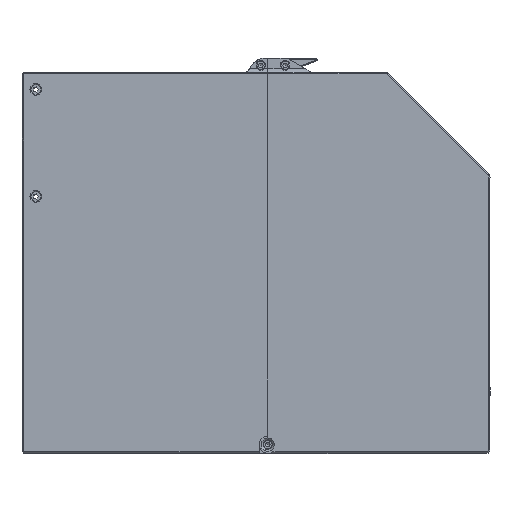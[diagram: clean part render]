
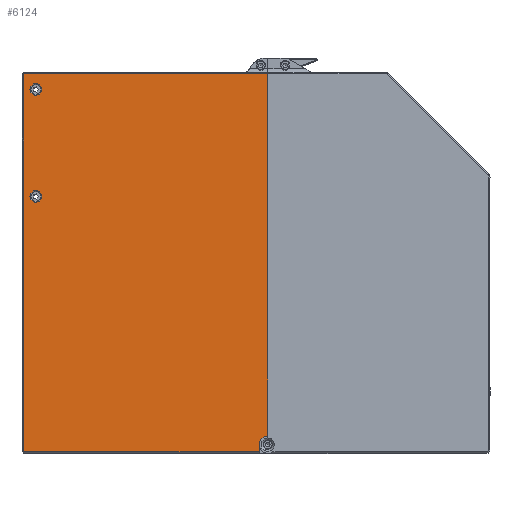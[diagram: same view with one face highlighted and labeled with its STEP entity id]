
A CAD part, top view. The second image highlights one B-rep face of the part: STEP entity #6124.
In plain terms, the highlighted planar face has unit normal (0, 0, 1).
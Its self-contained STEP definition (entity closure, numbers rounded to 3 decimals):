
#315=FACE_BOUND('',#2091,.T.);
#316=FACE_BOUND('',#2092,.T.);
#536=LINE('',#9679,#1081);
#554=LINE('',#9740,#1099);
#565=LINE('',#9768,#1110);
#671=LINE('',#10199,#1216);
#691=LINE('',#10283,#1236);
#1081=VECTOR('',#7531,10.);
#1099=VECTOR('',#7589,10.);
#1110=VECTOR('',#7610,10.);
#1216=VECTOR('',#8074,10.);
#1236=VECTOR('',#8180,10.);
#1671=FACE_OUTER_BOUND('',#2090,.T.);
#2090=EDGE_LOOP('',(#5024,#5025,#5026,#5027,#5028,#5029));
#2091=EDGE_LOOP('',(#5030));
#2092=EDGE_LOOP('',(#5031));
#2334=CIRCLE('',#6471,5.);
#2430=CIRCLE('',#6666,3.475);
#2451=CIRCLE('',#6712,3.475);
#2718=VERTEX_POINT('',#9676);
#2719=VERTEX_POINT('',#9678);
#2724=VERTEX_POINT('',#9695);
#2739=VERTEX_POINT('',#9739);
#2751=VERTEX_POINT('',#9767);
#2859=VERTEX_POINT('',#10181);
#2861=VERTEX_POINT('',#10189);
#2884=VERTEX_POINT('',#10275);
#3362=EDGE_CURVE('',#2718,#2719,#536,.T.);
#3370=EDGE_CURVE('',#2724,#2719,#2334,.T.);
#3392=EDGE_CURVE('',#2739,#2724,#554,.T.);
#3406=EDGE_CURVE('',#2751,#2739,#565,.T.);
#3590=EDGE_CURVE('',#2859,#2859,#2430,.T.);
#3598=EDGE_CURVE('',#2861,#2751,#671,.T.);
#3634=EDGE_CURVE('',#2884,#2884,#2451,.T.);
#3637=EDGE_CURVE('',#2718,#2861,#691,.T.);
#5024=ORIENTED_EDGE('',*,*,#3362,.F.);
#5025=ORIENTED_EDGE('',*,*,#3637,.T.);
#5026=ORIENTED_EDGE('',*,*,#3598,.T.);
#5027=ORIENTED_EDGE('',*,*,#3406,.T.);
#5028=ORIENTED_EDGE('',*,*,#3392,.T.);
#5029=ORIENTED_EDGE('',*,*,#3370,.T.);
#5030=ORIENTED_EDGE('',*,*,#3590,.T.);
#5031=ORIENTED_EDGE('',*,*,#3634,.T.);
#5816=PLANE('',#6715);
#6124=ADVANCED_FACE('',(#1671,#315,#316),#5816,.T.);
#6471=AXIS2_PLACEMENT_3D('',#9696,#7542,#7543);
#6666=AXIS2_PLACEMENT_3D('',#10183,#8055,#8056);
#6712=AXIS2_PLACEMENT_3D('',#10277,#8170,#8171);
#6715=AXIS2_PLACEMENT_3D('',#10282,#8178,#8179);
#7531=DIRECTION('',(0.,-1.,0.));
#7542=DIRECTION('center_axis',(0.,0.,-1.));
#7543=DIRECTION('ref_axis',(-0.818,0.575,0.));
#7589=DIRECTION('',(0.,1.,0.));
#7610=DIRECTION('',(1.,0.,0.));
#8055=DIRECTION('center_axis',(0.,0.,-1.));
#8056=DIRECTION('ref_axis',(1.,0.,0.));
#8074=DIRECTION('',(0.,-1.,0.));
#8170=DIRECTION('center_axis',(0.,0.,-1.));
#8171=DIRECTION('ref_axis',(1.,0.,0.));
#8178=DIRECTION('center_axis',(0.,0.,1.));
#8179=DIRECTION('ref_axis',(1.,0.,0.));
#8180=DIRECTION('',(-1.,0.,0.));
#9676=CARTESIAN_POINT('',(220.977,23.065,-56.39));
#9678=CARTESIAN_POINT('',(220.977,-185.935,-56.39));
#9679=CARTESIAN_POINT('',(220.977,2.689,-56.39));
#9695=CARTESIAN_POINT('',(215.978,-191.04,-56.39));
#9696=CARTESIAN_POINT('Origin',(220.977,-190.935,-56.39));
#9739=CARTESIAN_POINT('',(215.978,-194.935,-56.39));
#9740=CARTESIAN_POINT('',(215.978,-102.3,-56.39));
#9767=CARTESIAN_POINT('',(80.128,-194.935,-56.39));
#9768=CARTESIAN_POINT('',(125.02,-194.935,-56.39));
#10181=CARTESIAN_POINT('',(83.653,14.065,-56.39));
#10183=CARTESIAN_POINT('Origin',(87.128,14.065,-56.39));
#10189=CARTESIAN_POINT('',(80.128,23.065,-56.39));
#10199=CARTESIAN_POINT('',(80.128,-49.748,-56.39));
#10275=CARTESIAN_POINT('',(83.653,-47.685,-56.39));
#10277=CARTESIAN_POINT('Origin',(87.128,-47.685,-56.39));
#10282=CARTESIAN_POINT('Origin',(109.487,-13.561,-56.39));
#10283=CARTESIAN_POINT('',(115.282,23.065,-56.39));
